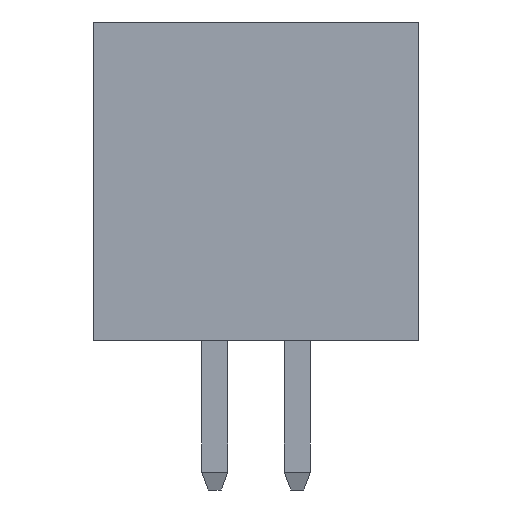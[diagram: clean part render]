
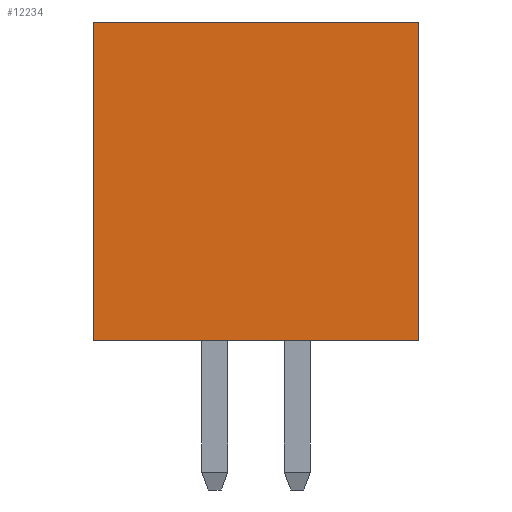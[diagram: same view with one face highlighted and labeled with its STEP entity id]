
A CAD part, left-side view. The second image highlights one B-rep face of the part: STEP entity #12234.
In plain terms, the highlighted planar face has unit normal (-1, 0, 0).
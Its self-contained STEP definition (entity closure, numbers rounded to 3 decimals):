
#1387 = LINE ( 'NONE', #18628, #11254 ) ;
#2972 = LINE ( 'NONE', #4232, #8010 ) ;
#3025 = VECTOR ( 'NONE', #14993, 1000. ) ;
#3125 = CARTESIAN_POINT ( 'NONE',  ( -6.275, 2.5, 4.9 ) ) ;
#3295 = CARTESIAN_POINT ( 'NONE',  ( -6.275, -2.5, 4.9 ) ) ;
#3724 = CARTESIAN_POINT ( 'NONE',  ( -6.275, 2.5, 4.9 ) ) ;
#4232 = CARTESIAN_POINT ( 'NONE',  ( -6.275, -2.5, 4.9 ) ) ;
#4840 = CARTESIAN_POINT ( 'NONE',  ( -6.275, -2.5, 0. ) ) ;
#6871 = ORIENTED_EDGE ( 'NONE', *, *, #9851, .F. ) ;
#7541 = ORIENTED_EDGE ( 'NONE', *, *, #19938, .T. ) ;
#8010 = VECTOR ( 'NONE', #14518, 1000. ) ;
#8463 = DIRECTION ( 'NONE',  ( 0., 0., -1. ) ) ;
#9747 = LINE ( 'NONE', #3125, #3025 ) ;
#9851 = EDGE_CURVE ( 'NONE', #20661, #13899, #2972, .T. ) ;
#10626 = PLANE ( 'NONE',  #12360 ) ;
#11254 = VECTOR ( 'NONE', #13556, 1000. ) ;
#12234 = ADVANCED_FACE ( 'NONE', ( #13867 ), #10626, .F. ) ;
#12360 = AXIS2_PLACEMENT_3D ( 'NONE', #3295, #15512, #8463 ) ;
#12605 = CARTESIAN_POINT ( 'NONE',  ( -6.275, -2.5, 0. ) ) ;
#13194 = VECTOR ( 'NONE', #18729, 1000. ) ;
#13406 = ORIENTED_EDGE ( 'NONE', *, *, #15324, .F. ) ;
#13556 = DIRECTION ( 'NONE',  ( 0., -1., 0. ) ) ;
#13831 = ORIENTED_EDGE ( 'NONE', *, *, #14669, .T. ) ;
#13867 = FACE_OUTER_BOUND ( 'NONE', #19057, .T. ) ;
#13899 = VERTEX_POINT ( 'NONE', #12605 ) ;
#14518 = DIRECTION ( 'NONE',  ( 0., 0., -1. ) ) ;
#14669 = EDGE_CURVE ( 'NONE', #18848, #21290, #9747, .T. ) ;
#14993 = DIRECTION ( 'NONE',  ( 0., 0., -1. ) ) ;
#15324 = EDGE_CURVE ( 'NONE', #18848, #20661, #1387, .T. ) ;
#15512 = DIRECTION ( 'NONE',  ( 1., 0., 0. ) ) ;
#16469 = CARTESIAN_POINT ( 'NONE',  ( -6.275, -2.5, 4.9 ) ) ;
#16857 = CARTESIAN_POINT ( 'NONE',  ( -6.275, 2.5, 0. ) ) ;
#18628 = CARTESIAN_POINT ( 'NONE',  ( -6.275, -2.5, 4.9 ) ) ;
#18729 = DIRECTION ( 'NONE',  ( 0., -1., 0. ) ) ;
#18848 = VERTEX_POINT ( 'NONE', #3724 ) ;
#19057 = EDGE_LOOP ( 'NONE', ( #7541, #6871, #13406, #13831 ) ) ;
#19938 = EDGE_CURVE ( 'NONE', #21290, #13899, #20180, .T. ) ;
#20180 = LINE ( 'NONE', #4840, #13194 ) ;
#20661 = VERTEX_POINT ( 'NONE', #16469 ) ;
#21290 = VERTEX_POINT ( 'NONE', #16857 ) ;
